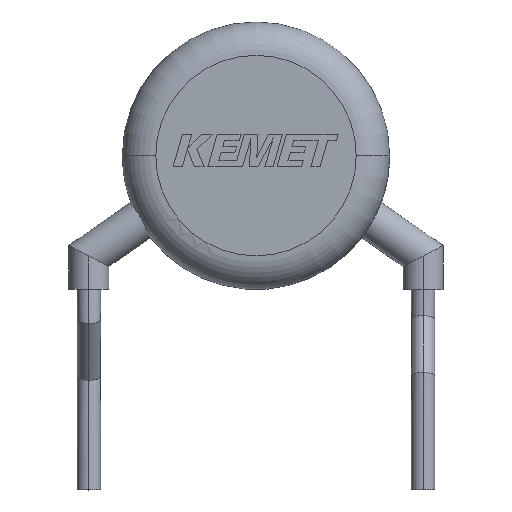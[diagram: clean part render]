
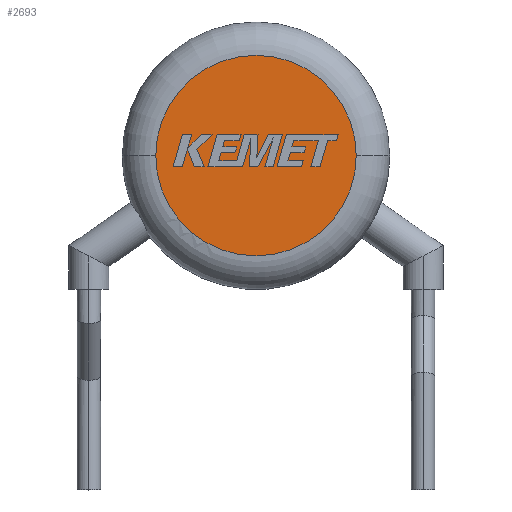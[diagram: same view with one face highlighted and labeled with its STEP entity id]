
A CAD part, top view. The second image highlights one B-rep face of the part: STEP entity #2693.
In plain terms, the highlighted planar face has unit normal (0, 0, 1).
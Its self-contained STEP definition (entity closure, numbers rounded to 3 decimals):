
#116 = CARTESIAN_POINT ( 'NONE',  ( 0., 0., 5. ) ) ;
#370 = EDGE_CURVE ( 'NONE', #1295, #998, #461, .T. ) ;
#396 = AXIS2_PLACEMENT_3D ( 'NONE', #2723, #1543, #3320 ) ;
#421 = FACE_OUTER_BOUND ( 'NONE', #3282, .T. ) ;
#461 = CIRCLE ( 'NONE', #975, 3. ) ;
#975 = AXIS2_PLACEMENT_3D ( 'NONE', #2701, #1544, #1846 ) ;
#998 = VERTEX_POINT ( 'NONE', #1883 ) ;
#1295 = VERTEX_POINT ( 'NONE', #3861 ) ;
#1316 = DIRECTION ( 'NONE',  ( 1., 0., 0. ) ) ;
#1506 = ORIENTED_EDGE ( 'NONE', *, *, #370, .T. ) ;
#1543 = DIRECTION ( 'NONE',  ( 0., 0., 1. ) ) ;
#1544 = DIRECTION ( 'NONE',  ( 0., 0., 1. ) ) ;
#1846 = DIRECTION ( 'NONE',  ( 1., 0., 0. ) ) ;
#1883 = CARTESIAN_POINT ( 'NONE',  ( -3., 0., 5. ) ) ;
#1918 = ORIENTED_EDGE ( 'NONE', *, *, #1989, .T. ) ;
#1948 = CIRCLE ( 'NONE', #396, 3. ) ;
#1989 = EDGE_CURVE ( 'NONE', #998, #1295, #1948, .T. ) ;
#2157 = AXIS2_PLACEMENT_3D ( 'NONE', #116, #3356, #1316 ) ;
#2180 = PLANE ( 'NONE',  #2157 ) ;
#2693 = ADVANCED_FACE ( 'NONE', ( #421 ), #2180, .T. ) ;
#2701 = CARTESIAN_POINT ( 'NONE',  ( 0., 0., 5. ) ) ;
#2723 = CARTESIAN_POINT ( 'NONE',  ( 0., 0., 5. ) ) ;
#3282 = EDGE_LOOP ( 'NONE', ( #1506, #1918 ) ) ;
#3320 = DIRECTION ( 'NONE',  ( 1., 0., 0. ) ) ;
#3356 = DIRECTION ( 'NONE',  ( 0., 0., 1. ) ) ;
#3861 = CARTESIAN_POINT ( 'NONE',  ( 3., 0., 5. ) ) ;
